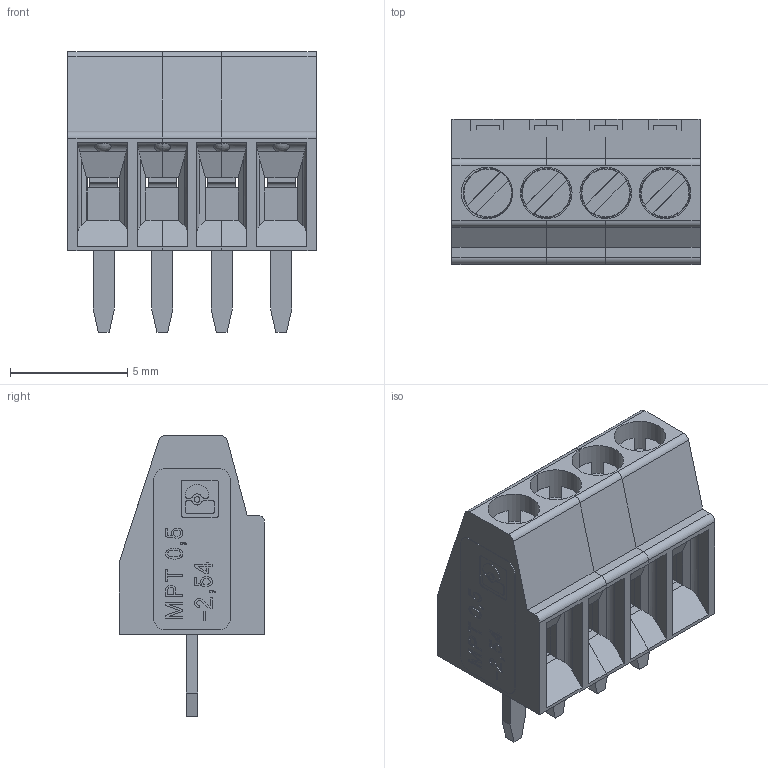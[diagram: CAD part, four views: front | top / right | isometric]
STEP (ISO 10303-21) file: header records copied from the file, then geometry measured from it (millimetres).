
FILE_DESCRIPTION(/* description */ ('STEP AP242','CAx-IF Rec.Pracs.---Representation and Presentation of Product Manufacturing Information (PMI)---4.0---2014-10-13','CAx-IF Rec.Pracs.---3D Tessellated Geometry---0.4---2014-09-14','2;1'),/* implementation_level */ '2;1');
FILE_NAME(/* name */ '1725672',/* time_stamp */ '2024-03-09T22:27:15+01:00',/* author */ ('License CC BY-ND 4.0'),/* organization */ ('CADENAS'),/* preprocessor_version */ 'ST-DEVELOPER v19.3',/* originating_system */ 'PARTsolutions',/* authorisation */ ' ');
FILE_SCHEMA (('AP242_MANAGED_MODEL_BASED_3D_ENGINEERING_MIM_LF { 1 0 10303 442 1 1 4 }'));
Length unit declared in the file: millimetre
Products named in the file (16): 1725672; 1725672_PART1; 1725672_PART2; 1725672_PART3; 1725672_PART4; 1725672_PART5; 1725672_PART6; 1725672_PART7; 1725672_PART8; 1725672_PART9; 1725672_PART10; 1725672_PART11; 1725672_PART12; 1725672_PART13; 1725672_PART14; 1725672_PART15
Assembly tree (15 placements, depth 2):
  1725672
    1725672_PART1
    1725672_PART2
    1725672_PART3
    1725672_PART4
    1725672_PART5
    1725672_PART6
    1725672_PART7
    1725672_PART8
    1725672_PART9
    1725672_PART10
    1725672_PART11
    1725672_PART12
    1725672_PART13
    1725672_PART14
    1725672_PART15
Bounding box: 10.68 x 6.2 x 12 mm (x, y, z)
Volume: 331.2 mm3; surface area: 1349.5 mm2
Topology: 15 solids, 15 shells, 838 faces, 2298 edges, 1510 vertices
Faces by surface type: plane 739, cylinder 89, sphere 6, cone 4
Full cylindrical faces by diameter (mm): 0.238 x1, 1.6 x8, 1.7 x2, 2.2 x2
Entity records: 27661 total; most frequent: CARTESIAN_POINT 5907, ORIENTED_EDGE 4546, DIRECTION 4179, EDGE_CURVE 2273, LINE 2007, VECTOR 2007, VERTEX_POINT 1502, AXIS2_PLACEMENT_3D 1086
